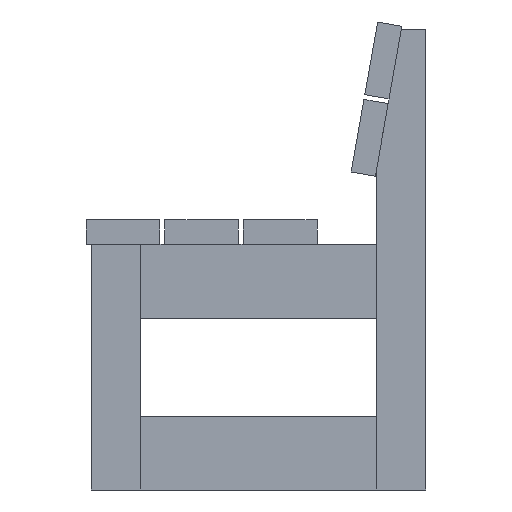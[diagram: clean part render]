
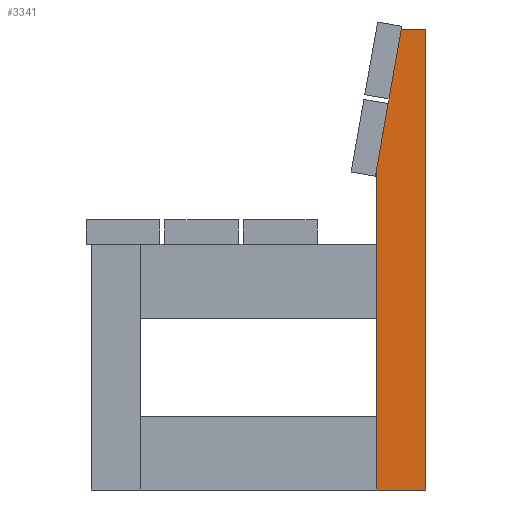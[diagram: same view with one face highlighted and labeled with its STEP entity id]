
A CAD part, front view. The second image highlights one B-rep face of the part: STEP entity #3341.
In plain terms, the highlighted planar face has unit normal (0, -1, 0).
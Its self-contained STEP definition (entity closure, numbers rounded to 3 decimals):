
#99=FACE_OUTER_BOUND('',#253,.T.);
#253=EDGE_LOOP('',(#2205,#2206,#2207,#2208,#2209,#2210,#2211));
#498=LINE('',#4712,#945);
#505=LINE('',#4726,#952);
#509=LINE('',#4735,#956);
#510=LINE('',#4737,#957);
#511=LINE('',#4738,#958);
#512=LINE('',#4740,#959);
#513=LINE('',#4741,#960);
#945=VECTOR('',#3823,10.);
#952=VECTOR('',#3832,10.);
#956=VECTOR('',#3838,10.);
#957=VECTOR('',#3841,10.);
#958=VECTOR('',#3842,10.);
#959=VECTOR('',#3843,10.);
#960=VECTOR('',#3844,10.);
#1370=VERTEX_POINT('',#4709);
#1371=VERTEX_POINT('',#4711);
#1374=VERTEX_POINT('',#4719);
#1377=VERTEX_POINT('',#4724);
#1378=VERTEX_POINT('',#4728);
#1381=VERTEX_POINT('',#4733);
#1382=VERTEX_POINT('',#4739);
#1684=EDGE_CURVE('',#1370,#1371,#498,.T.);
#1691=EDGE_CURVE('',#1377,#1374,#505,.T.);
#1695=EDGE_CURVE('',#1378,#1381,#509,.T.);
#1696=EDGE_CURVE('',#1371,#1377,#510,.T.);
#1697=EDGE_CURVE('',#1370,#1378,#511,.T.);
#1698=EDGE_CURVE('',#1382,#1381,#512,.T.);
#1699=EDGE_CURVE('',#1374,#1382,#513,.T.);
#2205=ORIENTED_EDGE('',*,*,#1696,.F.);
#2206=ORIENTED_EDGE('',*,*,#1684,.F.);
#2207=ORIENTED_EDGE('',*,*,#1697,.T.);
#2208=ORIENTED_EDGE('',*,*,#1695,.T.);
#2209=ORIENTED_EDGE('',*,*,#1698,.F.);
#2210=ORIENTED_EDGE('',*,*,#1699,.F.);
#2211=ORIENTED_EDGE('',*,*,#1691,.F.);
#3052=PLANE('',#3517);
#3341=ADVANCED_FACE('',(#99),#3052,.T.);
#3517=AXIS2_PLACEMENT_3D('',#4736,#3839,#3840);
#3823=DIRECTION('',(0.,0.,1.));
#3832=DIRECTION('',(0.174,0.,0.985));
#3838=DIRECTION('',(0.,0.,1.));
#3839=DIRECTION('center_axis',(0.,-1.,0.));
#3840=DIRECTION('ref_axis',(1.,0.,0.));
#3841=DIRECTION('',(0.174,0.,0.985));
#3842=DIRECTION('',(1.,0.,0.));
#3843=DIRECTION('',(1.,0.,0.));
#3844=DIRECTION('',(0.174,0.,0.985));
#4709=CARTESIAN_POINT('',(-112.374,-1744.96,-375.));
#4711=CARTESIAN_POINT('',(-112.374,-1744.96,148.149));
#4712=CARTESIAN_POINT('',(-112.374,-1744.96,-375.));
#4719=CARTESIAN_POINT('',(-92.321,-1744.96,261.877));
#4724=CARTESIAN_POINT('',(-93.71,-1744.96,253.999));
#4726=CARTESIAN_POINT('',(-147.106,-1744.96,-48.825));
#4728=CARTESIAN_POINT('',(-32.374,-1744.96,-375.));
#4733=CARTESIAN_POINT('',(-32.374,-1744.96,375.));
#4735=CARTESIAN_POINT('',(-32.374,-1744.96,-375.));
#4736=CARTESIAN_POINT('Origin',(-112.374,-1744.96,-375.));
#4737=CARTESIAN_POINT('',(-147.774,-1744.96,-52.613));
#4738=CARTESIAN_POINT('',(-112.374,-1744.96,-375.));
#4739=CARTESIAN_POINT('',(-72.374,-1744.96,375.));
#4740=CARTESIAN_POINT('',(-112.374,-1744.96,375.));
#4741=CARTESIAN_POINT('',(-136.661,-1744.96,10.414));
